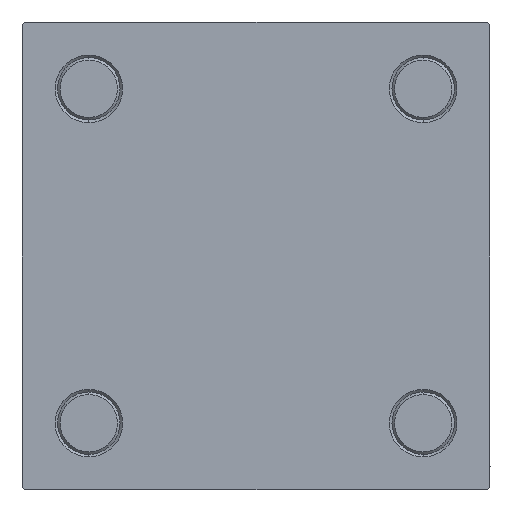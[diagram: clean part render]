
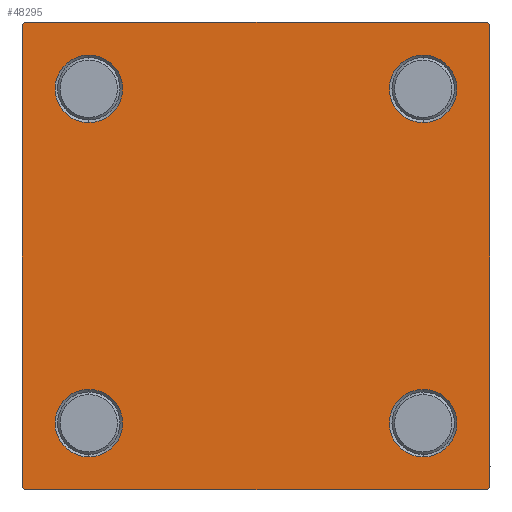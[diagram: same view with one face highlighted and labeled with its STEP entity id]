
A CAD part, left-side view. The second image highlights one B-rep face of the part: STEP entity #48295.
In plain terms, the highlighted planar face has unit normal (-1, 0, 0).
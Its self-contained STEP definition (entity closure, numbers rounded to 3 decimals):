
#177 = CARTESIAN_POINT ( 'NONE',  ( 0., -45., -44.5 ) ) ;
#400 = ORIENTED_EDGE ( 'NONE', *, *, #13368, .T. ) ;
#478 = ORIENTED_EDGE ( 'NONE', *, *, #4523, .T. ) ;
#628 = CIRCLE ( 'NONE', #28796, 6.5 ) ;
#1283 = VERTEX_POINT ( 'NONE', #31007 ) ;
#1481 = CARTESIAN_POINT ( 'NONE',  ( 0., 32.15, 32.15 ) ) ;
#1757 = EDGE_CURVE ( 'NONE', #11340, #47041, #11291, .T. ) ;
#2023 = VERTEX_POINT ( 'NONE', #177 ) ;
#2036 = ORIENTED_EDGE ( 'NONE', *, *, #26131, .T. ) ;
#2189 = DIRECTION ( 'NONE',  ( 0., 0., -1. ) ) ;
#2892 = DIRECTION ( 'NONE',  ( 0., 0., 1. ) ) ;
#3380 = EDGE_CURVE ( 'NONE', #26830, #37627, #28859, .T. ) ;
#3538 = VECTOR ( 'NONE', #44069, 1000. ) ;
#3795 = CARTESIAN_POINT ( 'NONE',  ( 0., 32.15, -38.65 ) ) ;
#3901 = DIRECTION ( 'NONE',  ( 0., -1., 0. ) ) ;
#4044 = AXIS2_PLACEMENT_3D ( 'NONE', #1481, #32454, #35718 ) ;
#4523 = EDGE_CURVE ( 'NONE', #6603, #23437, #37879, .T. ) ;
#4572 = DIRECTION ( 'NONE',  ( 0., -1., 0. ) ) ;
#6184 = DIRECTION ( 'NONE',  ( -1., 0., 0. ) ) ;
#6603 = VERTEX_POINT ( 'NONE', #9649 ) ;
#6933 = ORIENTED_EDGE ( 'NONE', *, *, #1757, .T. ) ;
#7206 = DIRECTION ( 'NONE',  ( 1., 0., 0. ) ) ;
#7291 = VERTEX_POINT ( 'NONE', #15291 ) ;
#8034 = DIRECTION ( 'NONE',  ( 0., 0., 1. ) ) ;
#8258 = CARTESIAN_POINT ( 'NONE',  ( 0., 32.15, -25.65 ) ) ;
#8395 = EDGE_CURVE ( 'NONE', #17284, #2023, #9758, .T. ) ;
#8605 = CARTESIAN_POINT ( 'NONE',  ( 0., 45., -45. ) ) ;
#8742 = CARTESIAN_POINT ( 'NONE',  ( 0., 32.15, -32.15 ) ) ;
#9004 = CARTESIAN_POINT ( 'NONE',  ( 0., 45., 44.5 ) ) ;
#9047 = EDGE_LOOP ( 'NONE', ( #19849, #38798, #44542, #2036, #39298, #46049, #18150, #27409 ) ) ;
#9649 = CARTESIAN_POINT ( 'NONE',  ( 0., -32.15, 25.65 ) ) ;
#9758 = LINE ( 'NONE', #36680, #37912 ) ;
#9935 = CARTESIAN_POINT ( 'NONE',  ( 0., -44.75, 44.75 ) ) ;
#9964 = PLANE ( 'NONE',  #49678 ) ;
#10326 = EDGE_CURVE ( 'NONE', #34952, #23482, #14685, .T. ) ;
#10373 = EDGE_CURVE ( 'NONE', #23437, #6603, #17101, .T. ) ;
#11057 = CARTESIAN_POINT ( 'NONE',  ( 0., 32.15, -32.15 ) ) ;
#11291 = CIRCLE ( 'NONE', #23321, 6.5 ) ;
#11340 = VERTEX_POINT ( 'NONE', #34591 ) ;
#11720 = LINE ( 'NONE', #23039, #31608 ) ;
#11761 = EDGE_CURVE ( 'NONE', #48802, #7291, #13397, .T. ) ;
#11997 = EDGE_LOOP ( 'NONE', ( #47506, #478 ) ) ;
#12086 = LINE ( 'NONE', #38264, #23540 ) ;
#12312 = EDGE_CURVE ( 'NONE', #7291, #19912, #35037, .T. ) ;
#12314 = DIRECTION ( 'NONE',  ( 0., 0., 1. ) ) ;
#13294 = DIRECTION ( 'NONE',  ( 0., 0., 1. ) ) ;
#13368 = EDGE_CURVE ( 'NONE', #23482, #34952, #628, .T. ) ;
#13397 = LINE ( 'NONE', #28730, #3538 ) ;
#14685 = CIRCLE ( 'NONE', #19488, 6.5 ) ;
#15282 = EDGE_CURVE ( 'NONE', #37627, #48802, #49279, .T. ) ;
#15291 = CARTESIAN_POINT ( 'NONE',  ( 0., 44.5, -45. ) ) ;
#16106 = CARTESIAN_POINT ( 'NONE',  ( 0., -32.15, -32.15 ) ) ;
#16335 = CARTESIAN_POINT ( 'NONE',  ( 0., 45., -44.5 ) ) ;
#17101 = CIRCLE ( 'NONE', #42788, 6.5 ) ;
#17164 = ORIENTED_EDGE ( 'NONE', *, *, #30665, .T. ) ;
#17284 = VERTEX_POINT ( 'NONE', #40074 ) ;
#17660 = VERTEX_POINT ( 'NONE', #8258 ) ;
#18150 = ORIENTED_EDGE ( 'NONE', *, *, #26825, .F. ) ;
#18609 = ORIENTED_EDGE ( 'NONE', *, *, #26592, .T. ) ;
#19279 = CARTESIAN_POINT ( 'NONE',  ( 0., 44.5, 45. ) ) ;
#19488 = AXIS2_PLACEMENT_3D ( 'NONE', #16106, #23635, #8034 ) ;
#19849 = ORIENTED_EDGE ( 'NONE', *, *, #15282, .T. ) ;
#19912 = VERTEX_POINT ( 'NONE', #21660 ) ;
#20170 = CARTESIAN_POINT ( 'NONE',  ( 0., -32.15, -32.15 ) ) ;
#21027 = EDGE_CURVE ( 'NONE', #47041, #11340, #32200, .T. ) ;
#21077 = DIRECTION ( 'NONE',  ( 1., 0., 0. ) ) ;
#21299 = EDGE_CURVE ( 'NONE', #17284, #1283, #44403, .T. ) ;
#21660 = CARTESIAN_POINT ( 'NONE',  ( 0., -44.5, -45. ) ) ;
#21860 = DIRECTION ( 'NONE',  ( 0., 0., 1. ) ) ;
#23039 = CARTESIAN_POINT ( 'NONE',  ( 0., 45., 45. ) ) ;
#23155 = DIRECTION ( 'NONE',  ( 0., -0.707, 0.707 ) ) ;
#23321 = AXIS2_PLACEMENT_3D ( 'NONE', #40493, #29408, #21860 ) ;
#23346 = CARTESIAN_POINT ( 'NONE',  ( 0., 45., 45. ) ) ;
#23385 = VECTOR ( 'NONE', #37108, 1000. ) ;
#23437 = VERTEX_POINT ( 'NONE', #39900 ) ;
#23482 = VERTEX_POINT ( 'NONE', #38289 ) ;
#23493 = VERTEX_POINT ( 'NONE', #3795 ) ;
#23540 = VECTOR ( 'NONE', #23155, 1000. ) ;
#23635 = DIRECTION ( 'NONE',  ( 1., 0., 0. ) ) ;
#24444 = EDGE_LOOP ( 'NONE', ( #17164, #18609 ) ) ;
#25317 = CARTESIAN_POINT ( 'NONE',  ( 0., 0., 0. ) ) ;
#25596 = ORIENTED_EDGE ( 'NONE', *, *, #21027, .T. ) ;
#26131 = EDGE_CURVE ( 'NONE', #19912, #2023, #12086, .T. ) ;
#26566 = DIRECTION ( 'NONE',  ( 0., 0.707, -0.707 ) ) ;
#26592 = EDGE_CURVE ( 'NONE', #23493, #17660, #42814, .T. ) ;
#26825 = EDGE_CURVE ( 'NONE', #26830, #1283, #11720, .T. ) ;
#26830 = VERTEX_POINT ( 'NONE', #19279 ) ;
#27158 = DIRECTION ( 'NONE',  ( 1., 0., 0. ) ) ;
#27409 = ORIENTED_EDGE ( 'NONE', *, *, #3380, .T. ) ;
#28730 = CARTESIAN_POINT ( 'NONE',  ( 0., 44.75, -44.75 ) ) ;
#28796 = AXIS2_PLACEMENT_3D ( 'NONE', #20170, #38550, #42568 ) ;
#28859 = LINE ( 'NONE', #44206, #43472 ) ;
#29093 = FACE_BOUND ( 'NONE', #36889, .T. ) ;
#29336 = FACE_BOUND ( 'NONE', #36979, .T. ) ;
#29408 = DIRECTION ( 'NONE',  ( 1., 0., 0. ) ) ;
#29831 = AXIS2_PLACEMENT_3D ( 'NONE', #34128, #7206, #45450 ) ;
#30665 = EDGE_CURVE ( 'NONE', #17660, #23493, #31604, .T. ) ;
#31007 = CARTESIAN_POINT ( 'NONE',  ( 0., -44.5, 45. ) ) ;
#31124 = CARTESIAN_POINT ( 'NONE',  ( 0., -32.15, -25.65 ) ) ;
#31342 = VECTOR ( 'NONE', #4572, 1000. ) ;
#31604 = CIRCLE ( 'NONE', #32412, 6.5 ) ;
#31608 = VECTOR ( 'NONE', #3901, 1000. ) ;
#32200 = CIRCLE ( 'NONE', #4044, 6.5 ) ;
#32412 = AXIS2_PLACEMENT_3D ( 'NONE', #11057, #48575, #33969 ) ;
#32424 = CARTESIAN_POINT ( 'NONE',  ( 0., 32.15, 38.65 ) ) ;
#32454 = DIRECTION ( 'NONE',  ( 1., 0., 0. ) ) ;
#32984 = ORIENTED_EDGE ( 'NONE', *, *, #10326, .T. ) ;
#33969 = DIRECTION ( 'NONE',  ( 0., 0., 1. ) ) ;
#34128 = CARTESIAN_POINT ( 'NONE',  ( 0., -32.15, 32.15 ) ) ;
#34591 = CARTESIAN_POINT ( 'NONE',  ( 0., 32.15, 25.65 ) ) ;
#34952 = VERTEX_POINT ( 'NONE', #31124 ) ;
#35037 = LINE ( 'NONE', #8605, #31342 ) ;
#35718 = DIRECTION ( 'NONE',  ( 0., 0., 1. ) ) ;
#36400 = AXIS2_PLACEMENT_3D ( 'NONE', #8742, #21077, #13294 ) ;
#36680 = CARTESIAN_POINT ( 'NONE',  ( 0., -45., 45. ) ) ;
#36881 = FACE_BOUND ( 'NONE', #11997, .T. ) ;
#36889 = EDGE_LOOP ( 'NONE', ( #32984, #400 ) ) ;
#36979 = EDGE_LOOP ( 'NONE', ( #25596, #6933 ) ) ;
#37108 = DIRECTION ( 'NONE',  ( 0., 0.707, 0.707 ) ) ;
#37627 = VERTEX_POINT ( 'NONE', #9004 ) ;
#37879 = CIRCLE ( 'NONE', #29831, 6.5 ) ;
#37912 = VECTOR ( 'NONE', #2189, 1000. ) ;
#38264 = CARTESIAN_POINT ( 'NONE',  ( 0., -44.75, -44.75 ) ) ;
#38289 = CARTESIAN_POINT ( 'NONE',  ( 0., -32.15, -38.65 ) ) ;
#38550 = DIRECTION ( 'NONE',  ( 1., 0., 0. ) ) ;
#38697 = DIRECTION ( 'NONE',  ( 0., 0., -1. ) ) ;
#38798 = ORIENTED_EDGE ( 'NONE', *, *, #11761, .T. ) ;
#39298 = ORIENTED_EDGE ( 'NONE', *, *, #8395, .F. ) ;
#39900 = CARTESIAN_POINT ( 'NONE',  ( 0., -32.15, 38.65 ) ) ;
#40074 = CARTESIAN_POINT ( 'NONE',  ( 0., -45., 44.5 ) ) ;
#40493 = CARTESIAN_POINT ( 'NONE',  ( 0., 32.15, 32.15 ) ) ;
#42568 = DIRECTION ( 'NONE',  ( 0., 0., 1. ) ) ;
#42788 = AXIS2_PLACEMENT_3D ( 'NONE', #43499, #27158, #12314 ) ;
#42814 = CIRCLE ( 'NONE', #36400, 6.5 ) ;
#43472 = VECTOR ( 'NONE', #26566, 1000. ) ;
#43499 = CARTESIAN_POINT ( 'NONE',  ( 0., -32.15, 32.15 ) ) ;
#44069 = DIRECTION ( 'NONE',  ( 0., -0.707, -0.707 ) ) ;
#44206 = CARTESIAN_POINT ( 'NONE',  ( 0., 44.75, 44.75 ) ) ;
#44403 = LINE ( 'NONE', #9935, #23385 ) ;
#44432 = FACE_BOUND ( 'NONE', #24444, .T. ) ;
#44542 = ORIENTED_EDGE ( 'NONE', *, *, #12312, .T. ) ;
#44673 = FACE_OUTER_BOUND ( 'NONE', #9047, .T. ) ;
#45450 = DIRECTION ( 'NONE',  ( 0., 0., 1. ) ) ;
#46049 = ORIENTED_EDGE ( 'NONE', *, *, #21299, .T. ) ;
#46509 = VECTOR ( 'NONE', #38697, 1000. ) ;
#47041 = VERTEX_POINT ( 'NONE', #32424 ) ;
#47506 = ORIENTED_EDGE ( 'NONE', *, *, #10373, .T. ) ;
#48295 = ADVANCED_FACE ( 'NONE', ( #36881, #29093, #44432, #29336, #44673 ), #9964, .T. ) ;
#48575 = DIRECTION ( 'NONE',  ( 1., 0., 0. ) ) ;
#48802 = VERTEX_POINT ( 'NONE', #16335 ) ;
#49279 = LINE ( 'NONE', #23346, #46509 ) ;
#49678 = AXIS2_PLACEMENT_3D ( 'NONE', #25317, #6184, #2892 ) ;
